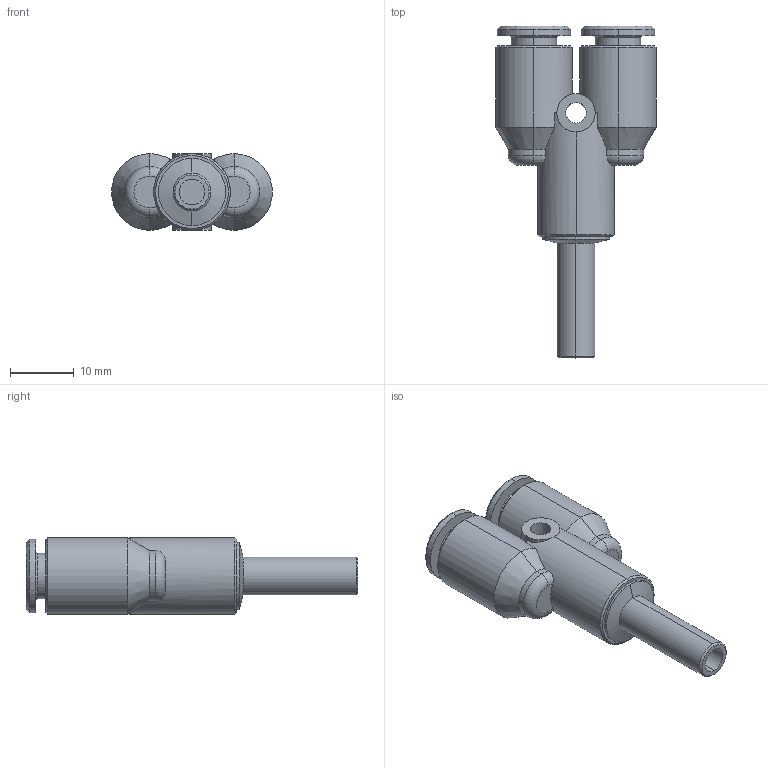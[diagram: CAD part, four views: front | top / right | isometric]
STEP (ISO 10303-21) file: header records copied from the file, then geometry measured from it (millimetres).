
FILE_DESCRIPTION (( 'STEP AP203' ), '1' );
FILE_NAME ('B0203030.STEP', '2011-04-19T14:22:03', ( '' ), ( 'sopra-pneumatic' ), 'SwSTEP 2.0', 'SolidWorks 2009', '' );
FILE_SCHEMA (( 'CONFIG_CONTROL_DESIGN' ));
Length unit declared in the file: millimetre
Products named in the file (1): B0203030
Bounding box: 25.2 x 52 x 12 mm (x, y, z)
Volume: 4817.1 mm3; surface area: 4206.2 mm2
Topology: 1 solids, 1 shells, 102 faces, 240 edges, 144 vertices
Faces by surface type: cylinder 41, cone 28, plane 27, torus 6
Entity records: 3197 total; most frequent: CARTESIAN_POINT 697, DIRECTION 558, ORIENTED_EDGE 480, EDGE_CURVE 240, AXIS2_PLACEMENT_3D 229, VERTEX_POINT 144, CIRCLE 126, EDGE_LOOP 112
